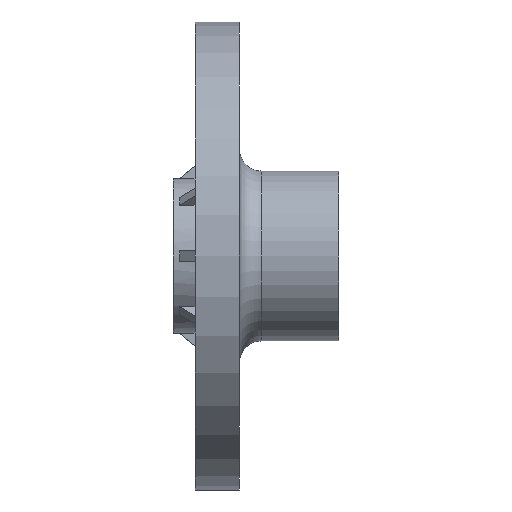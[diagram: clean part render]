
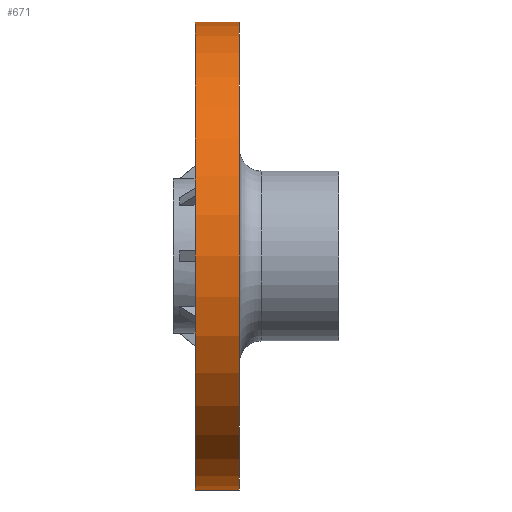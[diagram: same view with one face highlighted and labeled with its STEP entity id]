
A CAD part, left-side view. The second image highlights one B-rep face of the part: STEP entity #671.
In plain terms, the highlighted cylindrical face has radius 10.6 mm (diameter 21.2 mm), a partial arc.
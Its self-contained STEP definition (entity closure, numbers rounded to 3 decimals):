
#61 = DIRECTION ( 'NONE',  ( 0., 1., 0. ) ) ;
#99 = ORIENTED_EDGE ( 'NONE', *, *, #2202, .T. ) ;
#116 = FACE_OUTER_BOUND ( 'NONE', #2205, .T. ) ;
#466 = VERTEX_POINT ( 'NONE', #2244 ) ;
#495 = DIRECTION ( 'NONE',  ( 0., 0., -1. ) ) ;
#509 = CARTESIAN_POINT ( 'NONE',  ( 0., 0., -10.6 ) ) ;
#513 = VECTOR ( 'NONE', #1268, 1000. ) ;
#517 = CIRCLE ( 'NONE', #1649, 10.6 ) ;
#671 = ADVANCED_FACE ( 'NONE', ( #116 ), #1439, .T. ) ;
#673 = DIRECTION ( 'NONE',  ( 0., -1., 0. ) ) ;
#695 = DIRECTION ( 'NONE',  ( 0., -1., 0. ) ) ;
#800 = LINE ( 'NONE', #878, #2505 ) ;
#809 = DIRECTION ( 'NONE',  ( 0., 1., 0. ) ) ;
#878 = CARTESIAN_POINT ( 'NONE',  ( 0., 2., -10.6 ) ) ;
#1111 = CARTESIAN_POINT ( 'NONE',  ( 0., 2., 10.6 ) ) ;
#1132 = CARTESIAN_POINT ( 'NONE',  ( 0., 0., 0. ) ) ;
#1193 = VERTEX_POINT ( 'NONE', #1389 ) ;
#1220 = VERTEX_POINT ( 'NONE', #509 ) ;
#1268 = DIRECTION ( 'NONE',  ( 0., -1., 0. ) ) ;
#1298 = DIRECTION ( 'NONE',  ( 0., 0., 1. ) ) ;
#1362 = ORIENTED_EDGE ( 'NONE', *, *, #2023, .F. ) ;
#1389 = CARTESIAN_POINT ( 'NONE',  ( 0., 2., 10.6 ) ) ;
#1418 = ORIENTED_EDGE ( 'NONE', *, *, #2236, .F. ) ;
#1439 = CYLINDRICAL_SURFACE ( 'NONE', #1934, 10.6 ) ;
#1523 = ORIENTED_EDGE ( 'NONE', *, *, #2000, .T. ) ;
#1649 = AXIS2_PLACEMENT_3D ( 'NONE', #2103, #809, #2361 ) ;
#1677 = AXIS2_PLACEMENT_3D ( 'NONE', #1132, #61, #1298 ) ;
#1899 = CARTESIAN_POINT ( 'NONE',  ( 0., 2., 0. ) ) ;
#1934 = AXIS2_PLACEMENT_3D ( 'NONE', #1899, #673, #495 ) ;
#2000 = EDGE_CURVE ( 'NONE', #1220, #466, #2355, .T. ) ;
#2023 = EDGE_CURVE ( 'NONE', #2224, #1193, #517, .T. ) ;
#2103 = CARTESIAN_POINT ( 'NONE',  ( 0., 2., 0. ) ) ;
#2202 = EDGE_CURVE ( 'NONE', #2224, #1220, #800, .T. ) ;
#2205 = EDGE_LOOP ( 'NONE', ( #1418, #1362, #99, #1523 ) ) ;
#2207 = LINE ( 'NONE', #1111, #513 ) ;
#2224 = VERTEX_POINT ( 'NONE', #2478 ) ;
#2236 = EDGE_CURVE ( 'NONE', #1193, #466, #2207, .T. ) ;
#2244 = CARTESIAN_POINT ( 'NONE',  ( 0., 0., 10.6 ) ) ;
#2355 = CIRCLE ( 'NONE', #1677, 10.6 ) ;
#2361 = DIRECTION ( 'NONE',  ( 0., 0., 1. ) ) ;
#2478 = CARTESIAN_POINT ( 'NONE',  ( 0., 2., -10.6 ) ) ;
#2505 = VECTOR ( 'NONE', #695, 1000. ) ;
